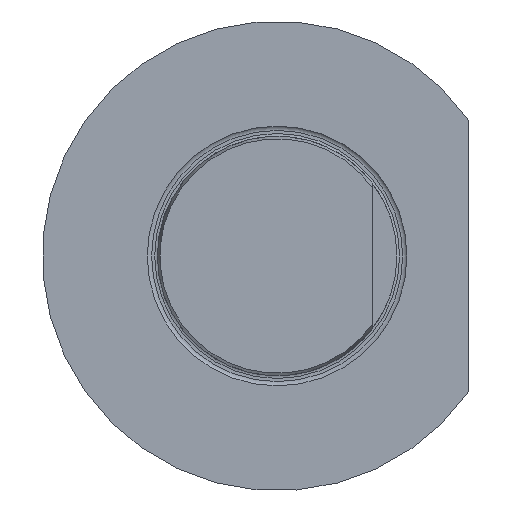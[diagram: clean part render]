
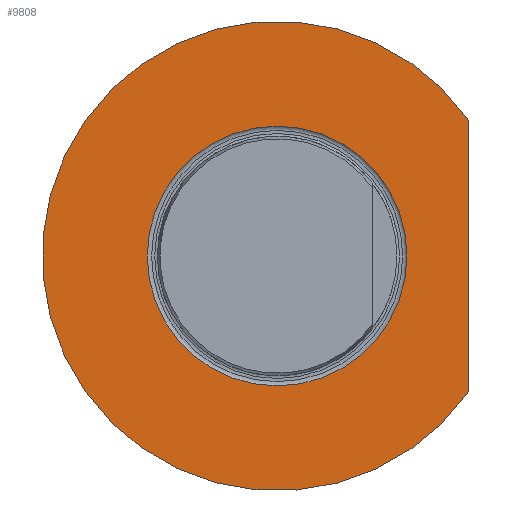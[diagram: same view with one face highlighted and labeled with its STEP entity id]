
A CAD part, front view. The second image highlights one B-rep face of the part: STEP entity #9808.
In plain terms, the highlighted planar face has unit normal (0, -1, 0).
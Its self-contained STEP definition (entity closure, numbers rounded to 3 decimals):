
#102 = LINE ( 'NONE', #12594, #9815 ) ;
#116 = DIRECTION ( 'NONE',  ( -1., 0., 0. ) ) ;
#230 = AXIS2_PLACEMENT_3D ( 'NONE', #8134, #2430, #7028 ) ;
#438 = FACE_BOUND ( 'NONE', #9427, .T. ) ;
#879 = ORIENTED_EDGE ( 'NONE', *, *, #2633, .F. ) ;
#1422 = VERTEX_POINT ( 'NONE', #9394 ) ;
#2430 = DIRECTION ( 'NONE',  ( 0., -1., 0. ) ) ;
#2633 = EDGE_CURVE ( 'NONE', #1422, #6197, #102, .T. ) ;
#3803 = DIRECTION ( 'NONE',  ( 0., -1., 0. ) ) ;
#3869 = PLANE ( 'NONE',  #12738 ) ;
#4360 = EDGE_CURVE ( 'NONE', #6197, #1422, #6763, .T. ) ;
#4398 = VERTEX_POINT ( 'NONE', #6777 ) ;
#6197 = VERTEX_POINT ( 'NONE', #12638 ) ;
#6499 = CIRCLE ( 'NONE', #230, 27.095 ) ;
#6735 = DIRECTION ( 'NONE',  ( 0., 0., -1. ) ) ;
#6763 = CIRCLE ( 'NONE', #10556, 49. ) ;
#6777 = CARTESIAN_POINT ( 'NONE',  ( 27.095, 0., 0. ) ) ;
#7028 = DIRECTION ( 'NONE',  ( 1., 0., 0. ) ) ;
#7223 = DIRECTION ( 'NONE',  ( 1., 0., 0. ) ) ;
#7314 = ORIENTED_EDGE ( 'NONE', *, *, #9443, .F. ) ;
#7387 = FACE_OUTER_BOUND ( 'NONE', #9995, .T. ) ;
#7393 = ORIENTED_EDGE ( 'NONE', *, *, #4360, .F. ) ;
#8134 = CARTESIAN_POINT ( 'NONE',  ( 0., 0., 0. ) ) ;
#8402 = CARTESIAN_POINT ( 'NONE',  ( -27.15, 0., 0. ) ) ;
#9260 = CARTESIAN_POINT ( 'NONE',  ( 0., 0., 0. ) ) ;
#9394 = CARTESIAN_POINT ( 'NONE',  ( 40., 0., 28.302 ) ) ;
#9427 = EDGE_LOOP ( 'NONE', ( #7314 ) ) ;
#9443 = EDGE_CURVE ( 'NONE', #4398, #4398, #6499, .T. ) ;
#9808 = ADVANCED_FACE ( 'Defeature completata1_10', ( #7387, #438 ), #3869, .T. ) ;
#9815 = VECTOR ( 'NONE', #6735, 1000. ) ;
#9995 = EDGE_LOOP ( 'NONE', ( #879, #7393 ) ) ;
#10556 = AXIS2_PLACEMENT_3D ( 'NONE', #9260, #12445, #116 ) ;
#12445 = DIRECTION ( 'NONE',  ( 0., 1., 0. ) ) ;
#12594 = CARTESIAN_POINT ( 'NONE',  ( 40., 0., 0. ) ) ;
#12638 = CARTESIAN_POINT ( 'NONE',  ( 40., 0., -28.302 ) ) ;
#12738 = AXIS2_PLACEMENT_3D ( 'NONE', #8402, #3803, #7223 ) ;
